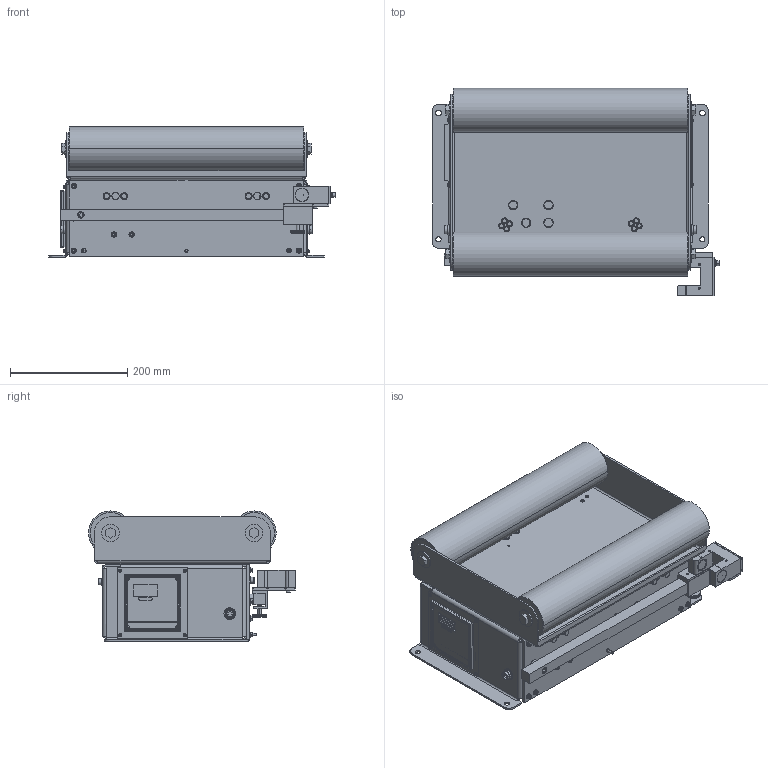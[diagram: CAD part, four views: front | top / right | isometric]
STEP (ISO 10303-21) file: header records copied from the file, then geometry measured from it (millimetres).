
FILE_DESCRIPTION((''),'2;1');
FILE_NAME('50349.stp','2010-06-24T15:22:53',(''),(''),'Mechanical Desktop 2007','Mechanical Desktop 2007',', , ');
FILE_SCHEMA(('CONFIG_CONTROL_DESIGN'));
Length unit declared in the file: millimetre
Products named in the file (173): K50349; K0601245; K0601244; TEIL1AAAAA; SCHWEISSBOLZEN_M4X12; SCHWEISSBOLZEN_M4X12A; K0203062A; K0203062; K49780|AVE_RENDER; K49780|AVE_GLOBAL; K49780|RM_SDB; K49781; TEIL1AAAAAAAAAA; SCHWEISSBOLZEN_M4X12AA; K49781|AVE_RENDER; K49781|AVE_GLOBAL; K49781|RM_SDB; I-6KT_SCHRAUBE_M4X12; I-6KT_SCHRAUBE_M4X12A; U-SCHEIBE_M4; U-SCHEIBE_M4A; K0601242; TEIL1AAAA; K9901192; K0408241; GLEITLAGERBOCK_D15OHNE_KUGEL; RADIAL_GLEITLAGER_GE17UK; TEIL1AAAAAAAAAAAA; TEIL2AAAA; Radial_Gleitlager_GE17UK|AVE_RENDER; Radial_Gleitlager_GE17UK|AVE_GLOBAL; Radial_Gleitlager_GE17UK|RM_SDB; ZYLSTIFT4X12; ZYLSTIFT4X12A; I-6KT_SCHRAUBE_M6X12; I-6KT_SCHRAUBE_M6X12A; U-SCHEIBE_M6A; U-SCHEIBE_M6; ZYLSTIFT4X12AA; NUTMUTTER_M17X1 ...
Assembly tree (360 placements, depth 5):
  K50349
    K0601245
      K0601244
        TEIL1AAAAA
        SCHWEISSBOLZEN_M4X12
          SCHWEISSBOLZEN_M4X12A
        K0203062A
          K0203062
        K49780|AVE_RENDER  x8
        K49780|AVE_GLOBAL
        K49780|RM_SDB  x3
      K49781
        TEIL1AAAAAAAAAA
        SCHWEISSBOLZEN_M4X12AA  x2
          SCHWEISSBOLZEN_M4X12A
        K49781|AVE_RENDER  x8
        K49781|AVE_GLOBAL
        K49781|RM_SDB  x3
      I-6KT_SCHRAUBE_M4X12  x6
        I-6KT_SCHRAUBE_M4X12A
      U-SCHEIBE_M4  x6
        U-SCHEIBE_M4A
    K0601242
      TEIL1AAAA
    K9901192
      K0408241
        GLEITLAGERBOCK_D15OHNE_KUGEL
      RADIAL_GLEITLAGER_GE17UK
        TEIL1AAAAAAAAAAAA
        TEIL2AAAA
        Radial_Gleitlager_GE17UK|AVE_RENDER  x8
        Radial_Gleitlager_GE17UK|AVE_GLOBAL
        Radial_Gleitlager_GE17UK|RM_SDB  x3
      ZYLSTIFT4X12
        ZYLSTIFT4X12A
    I-6KT_SCHRAUBE_M6X12  x10
      I-6KT_SCHRAUBE_M6X12A
    U-SCHEIBE_M6A  x12
      U-SCHEIBE_M6
    ZYLSTIFT4X12AA
      ZYLSTIFT4X12A
    NUTMUTTER_M17X1
      TEIL1AAAAAAA
    6KT-SCHRAUBE_M6X16A  x2
      6KT-SCHRAUBE_M6X16
    6KT-SCHRAUBE_M8X35  x3
      6KT-SCHRAUBE_M8X35A
    6KT-SCHRAUBE_M8X30A
      6KT-SCHRAUBE_M8X30
    U-SCHEIBE_M8A  x4
      U-SCHEIBE_M8
    K0601246  x2
      K0601243
        TEIL1AAAAAA
        TEIL2AA  x2
      K48954
        K48954A
      RILLENKUGELLAGER_6202A
        RILLENKUGELLAGER_6202
      SICHERUNGSRING_A15
Bounding box: 489.1 x 353 x 222 mm (x, y, z)
Volume: 3054297.5 mm3; surface area: 1803802.1 mm2
Topology: 172 solids, 174 shells, 6045 faces, 15871 edges, 10434 vertices
Faces by surface type: plane 3692, cylinder 1877, cone 298, torus 106, bspline 62, sphere 10
Entity records: 116509 total; most frequent: CARTESIAN_POINT 23805, ORIENTED_EDGE 19004, DIRECTION 18684, EDGE_CURVE 9502, VECTOR 6238, LINE 6238, AXIS2_PLACEMENT_3D 6223, VERTEX_POINT 6216
